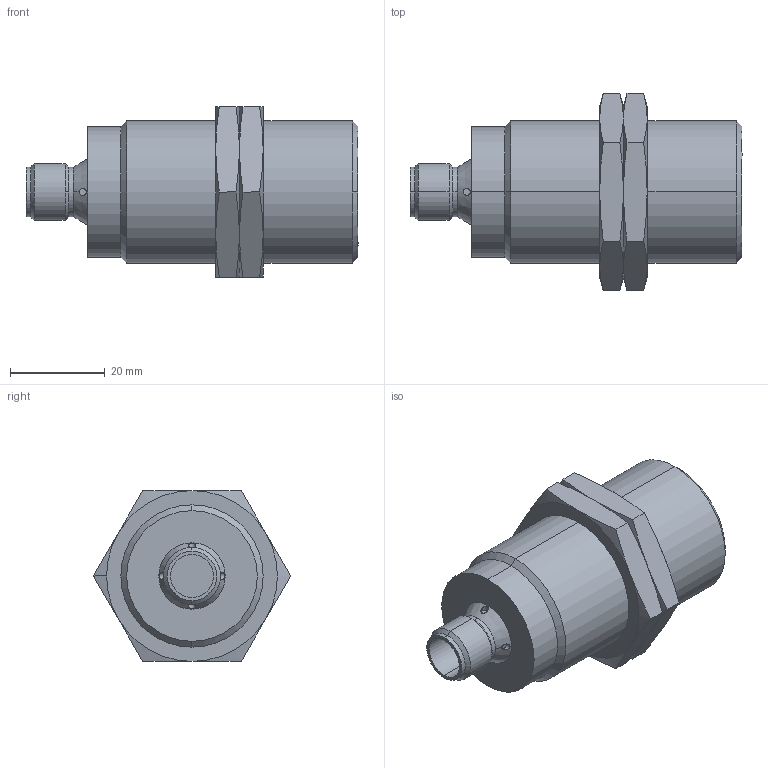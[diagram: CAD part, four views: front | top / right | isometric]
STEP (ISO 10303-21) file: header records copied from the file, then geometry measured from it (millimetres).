
FILE_DESCRIPTION (( 'STEP AP214' ), '1' );
FILE_NAME ('PTW-AN-1H.step', '2018-04-17T20:04:25', ( '' ), ( '' ), 'SwSTEP 2.0', 'SolidWorks 2017', '' );
FILE_SCHEMA (( 'AUTOMOTIVE_DESIGN' ));
Length unit declared in the file: inch
Products named in the file (1): PTW-AN-1H
Bounding box: 70 x 41.57 x 36 mm (x, y, z)
Volume: 45023.6 mm3; surface area: 11106.1 mm2
Topology: 3 solids, 3 shells, 97 faces, 217 edges, 130 vertices
Faces by surface type: cone 44, cylinder 31, plane 20, bspline 2
Entity records: 4350 total; most frequent: CARTESIAN_POINT 955, ORIENTED_EDGE 434, DIRECTION 421, EDGE_CURVE 217, AXIS2_PLACEMENT_3D 180, VERTEX_POINT 130, EDGE_LOOP 105, LENGTH_MEASURE_WITH_UNIT 102
